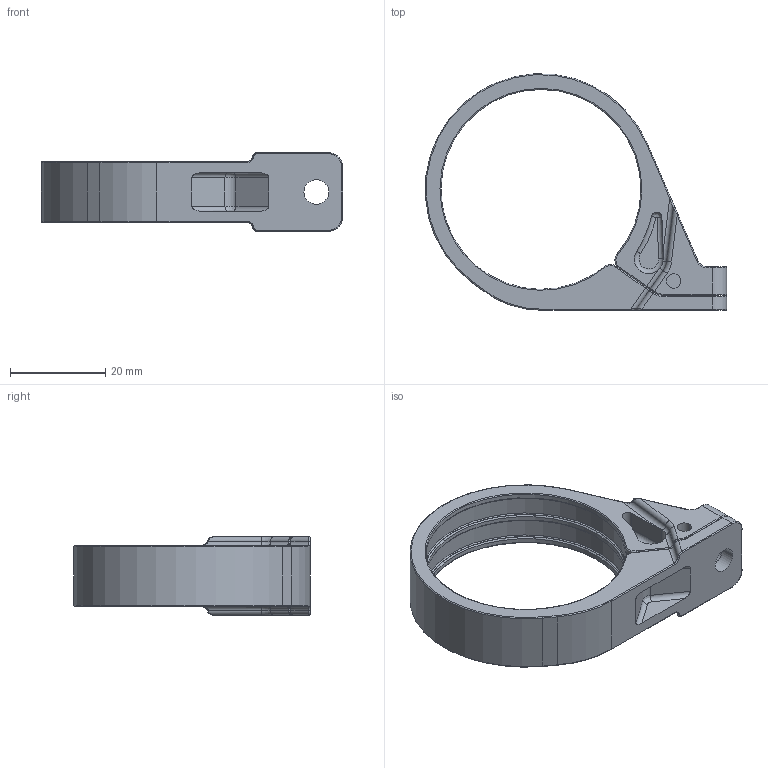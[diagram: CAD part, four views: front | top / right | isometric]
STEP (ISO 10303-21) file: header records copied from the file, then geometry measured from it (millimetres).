
FILE_DESCRIPTION((''),'2;1');
FILE_NAME('3506_8244_544-BOITIER-FERME','2020-03-12T',('presta_be4'),(''),'CREO PARAMETRIC BY PTC INC, 2018360','CREO PARAMETRIC BY PTC INC, 2018360','');
FILE_SCHEMA(('CONFIG_CONTROL_DESIGN'));
Length unit declared in the file: millimetre
Products named in the file (1): 3506_8244_544-BOITIER-FERME
Bounding box: 63.11 x 49.51 x 16.5 mm (x, y, z)
Volume: 9351.4 mm3; surface area: 7535.5 mm2
Topology: 1 solids, 1 shells, 195 faces, 456 edges, 266 vertices
Faces by surface type: cylinder 78, torus 58, plane 30, bspline 28, cone 1
Entity records: 8534 total; most frequent: CARTESIAN_POINT 4087, DIRECTION 984, ORIENTED_EDGE 912, EDGE_CURVE 456, AXIS2_PLACEMENT_3D 423, VERTEX_POINT 266, CIRCLE 256, EDGE_LOOP 202
